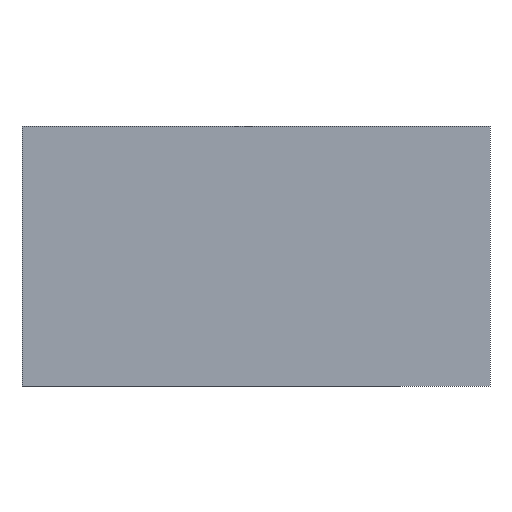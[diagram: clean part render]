
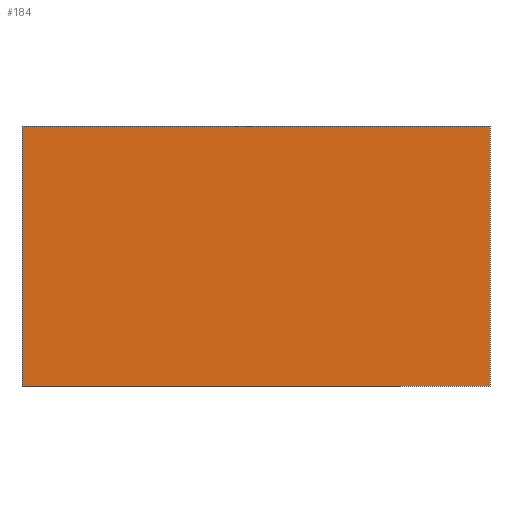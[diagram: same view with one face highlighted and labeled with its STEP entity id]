
A CAD part, front view. The second image highlights one B-rep face of the part: STEP entity #184.
In plain terms, the highlighted planar face has unit normal (0, -1, 0).
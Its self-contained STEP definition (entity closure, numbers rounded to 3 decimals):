
#23=FACE_OUTER_BOUND('',#33,.T.);
#33=EDGE_LOOP('',(#146,#147,#148,#149));
#41=LINE('',#263,#63);
#46=LINE('',#360,#68);
#54=LINE('',#1195,#76);
#55=LINE('',#1196,#77);
#63=VECTOR('',#219,10.);
#68=VECTOR('',#226,10.);
#76=VECTOR('',#240,10.);
#77=VECTOR('',#241,10.);
#82=VERTEX_POINT('',#256);
#85=VERTEX_POINT('',#261);
#91=VERTEX_POINT('',#358);
#96=VERTEX_POINT('',#1194);
#101=EDGE_CURVE('',#85,#82,#41,.T.);
#107=EDGE_CURVE('',#91,#85,#46,.T.);
#116=EDGE_CURVE('',#96,#91,#54,.T.);
#117=EDGE_CURVE('',#96,#82,#55,.T.);
#146=ORIENTED_EDGE('',*,*,#116,.F.);
#147=ORIENTED_EDGE('',*,*,#117,.T.);
#148=ORIENTED_EDGE('',*,*,#101,.F.);
#149=ORIENTED_EDGE('',*,*,#107,.F.);
#174=PLANE('',#207);
#184=ADVANCED_FACE('',(#23),#174,.T.);
#207=AXIS2_PLACEMENT_3D('',#1193,#238,#239);
#219=DIRECTION('',(0.,0.,-1.));
#226=DIRECTION('',(1.,0.,0.));
#238=DIRECTION('center_axis',(0.,-1.,0.));
#239=DIRECTION('ref_axis',(1.,0.,0.));
#240=DIRECTION('',(0.,0.,1.));
#241=DIRECTION('',(1.,0.,0.));
#256=CARTESIAN_POINT('',(80.,0.,0.));
#261=CARTESIAN_POINT('',(80.,0.,50.));
#263=CARTESIAN_POINT('',(80.,0.,0.));
#358=CARTESIAN_POINT('',(-10.,0.,50.));
#360=CARTESIAN_POINT('',(-10.,0.,50.));
#1193=CARTESIAN_POINT('Origin',(-90.,0.,0.));
#1194=CARTESIAN_POINT('',(-10.,0.,0.));
#1195=CARTESIAN_POINT('',(-10.,0.,12.497));
#1196=CARTESIAN_POINT('',(-10.,0.,0.));
